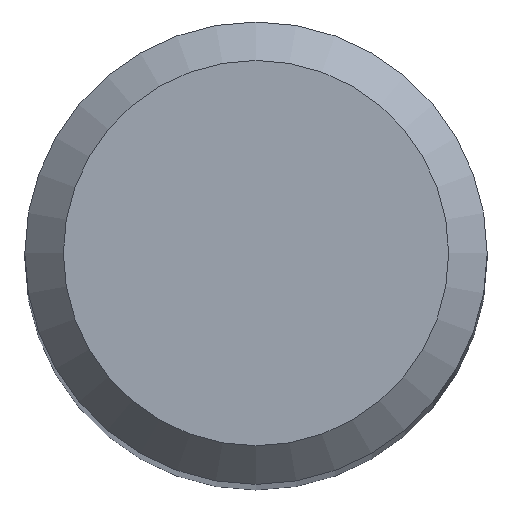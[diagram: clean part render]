
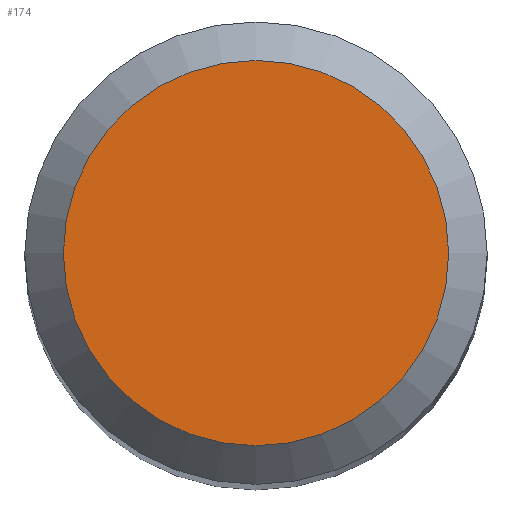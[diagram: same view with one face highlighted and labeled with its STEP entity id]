
A CAD part, top view. The second image highlights one B-rep face of the part: STEP entity #174.
In plain terms, the highlighted planar face has unit normal (0, 0, 1).
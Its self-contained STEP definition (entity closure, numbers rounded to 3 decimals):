
#15 = CARTESIAN_POINT ( 'NONE',  ( 0., 0., 50. ) ) ;
#23 = VERTEX_POINT ( 'NONE', #199 ) ;
#55 = DIRECTION ( 'NONE',  ( 0., 1., 0. ) ) ;
#92 = CARTESIAN_POINT ( 'NONE',  ( 0., 0., 50. ) ) ;
#107 = FACE_OUTER_BOUND ( 'NONE', #217, .T. ) ;
#109 = DIRECTION ( 'NONE',  ( 0., 1., 0. ) ) ;
#128 = AXIS2_PLACEMENT_3D ( 'NONE', #15, #211, #109 ) ;
#154 = AXIS2_PLACEMENT_3D ( 'NONE', #92, #157, #55 ) ;
#157 = DIRECTION ( 'NONE',  ( 0., 0., -1. ) ) ;
#161 = ORIENTED_EDGE ( 'NONE', *, *, #170, .F. ) ;
#170 = EDGE_CURVE ( 'NONE', #23, #23, #206, .T. ) ;
#174 = ADVANCED_FACE ( 'NONE', ( #107 ), #176, .F. ) ;
#176 = PLANE ( 'NONE',  #154 ) ;
#199 = CARTESIAN_POINT ( 'NONE',  ( 0., 2.5, 50. ) ) ;
#206 = CIRCLE ( 'NONE', #128, 2.5 ) ;
#211 = DIRECTION ( 'NONE',  ( 0., 0., -1. ) ) ;
#217 = EDGE_LOOP ( 'NONE', ( #161 ) ) ;
